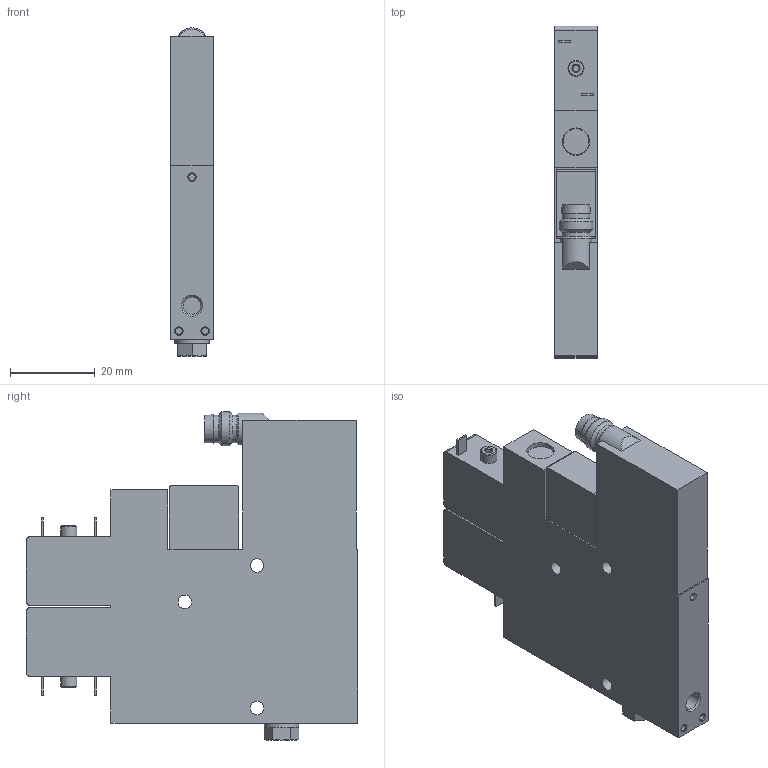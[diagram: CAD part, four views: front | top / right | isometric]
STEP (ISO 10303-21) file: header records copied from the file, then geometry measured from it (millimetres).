
FILE_DESCRIPTION(/* description */ ('STEP AP214'),/* implementation_level */ '2;1');
FILE_NAME(/* name */ '162525_VADMI-45-N',/* time_stamp */ '2024-09-16T06:32:54+02:00',/* author */ ('License CC BY-ND 4.0'),/* organization */ ('CADENAS'),/* preprocessor_version */ 'ST-DEVELOPER v19.3',/* originating_system */ 'PARTsolutions',/* authorisation */ ' ');
FILE_SCHEMA (('AUTOMOTIVE_DESIGN {1 0 10303 214 3 1 1}'));
Length unit declared in the file: millimetre
Products named in the file (3): 162525 VADMI-45-N; 162525 VADMI-45-N_(p); 3843 B-M5
Assembly tree (2 placements, depth 2):
  162525 VADMI-45-N
    162525 VADMI-45-N_(p)
    3843 B-M5
Bounding box: 10 x 78.2 x 77.4 mm (x, y, z)
Volume: 42689.7 mm3; surface area: 13971.5 mm2
Topology: 2 solids, 2 shells, 144 faces, 308 edges, 193 vertices
Faces by surface type: plane 81, cylinder 33, cone 30
Full cylindrical faces by diameter (mm): 1 x4, 1.5 x2, 1.567 x3, 3.2 x3, 3.8 x2, 4.134 x3, 5 x1, 5.5 x1, 6.5 x4, 7.4 x1, 7.7 x1, 8 x1, 8.085 x1
Entity records: 4487 total; most frequent: CARTESIAN_POINT 669, DIRECTION 630, ORIENTED_EDGE 520, EDGE_CURVE 260, AXIS2_PLACEMENT_3D 247, EDGE_LOOP 220, FACE_BOUND 220, VERTEX_POINT 190
